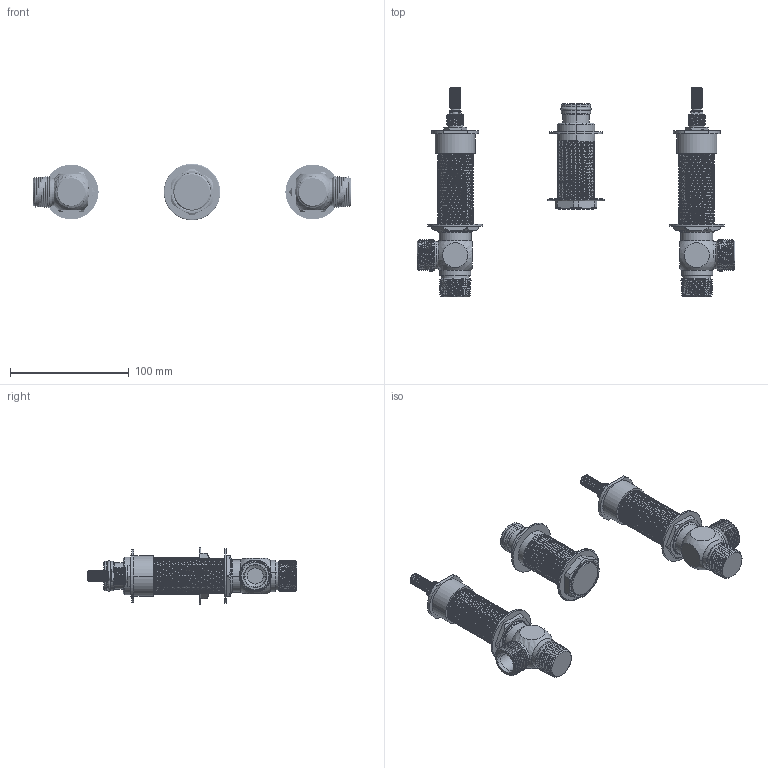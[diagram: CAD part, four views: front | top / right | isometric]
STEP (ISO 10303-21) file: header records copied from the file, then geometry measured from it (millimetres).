
FILE_DESCRIPTION((''),'2;1');
FILE_NAME('1-636','2021-04-19T09:52:01',('rsmith'),(''),'CREO PARAMETRIC BY PTC INC, 2018400','CREO PARAMETRIC BY PTC INC, 2018400','');
FILE_SCHEMA(('AUTOMOTIVE_DESIGN { 1 0 10303 214 1 1 1 1 }'));
Products named in the file (1): 1-636
Bounding box: 267.2 x 176.3 x 47.62 mm (x, y, z)
Volume: 281058.8 mm3; surface area: 77785.5 mm2
Topology: 3 solids, 3 shells, 1178 faces, 3207 edges, 2060 vertices
Faces by surface type: cylinder 526, bspline 237, plane 230, cone 161, torus 20, sphere 4
Entity records: 180764 total; most frequent: CARTESIAN_POINT 134360, ORIENTED_EDGE 6402, DIRECTION 4286, PRESENTATION_STYLE_ASSIGNMENT 4266, STYLED_ITEM 3214, CURVE_STYLE 3201, EDGE_CURVE 3201, VERTEX_POINT 2060
